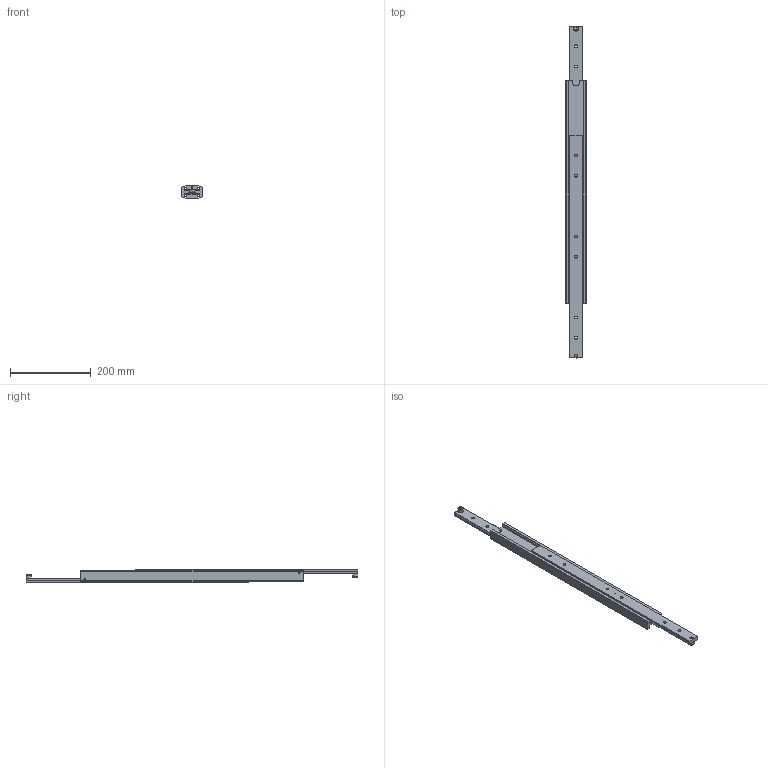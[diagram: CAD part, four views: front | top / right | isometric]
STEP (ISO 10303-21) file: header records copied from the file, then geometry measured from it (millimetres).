
FILE_DESCRIPTION(/* description */ ('SUPREME TR5030 -550/550 (30)'),/* implementation_level */ '2;1');
FILE_NAME(/* name */ '13850S08_01.stp',/* time_stamp */ '2023-06-23T15:59:57+02:00',/* author */ ('r.groen'),/* organization */ (''),/* preprocessor_version */ 'ST-DEVELOPER v18.1',/* originating_system */ 'Autodesk Inventor 2022',/* authorisation */ '');
FILE_SCHEMA (('AUTOMOTIVE_DESIGN { 1 0 10303 214 3 1 1 }'));
Length unit declared in the file: millimetre
Products named in the file (4): 13850S08; 13850S08_1; 13850S08_2; DIN912 M8 x10
Assembly tree (5 placements, depth 2):
  13850S08
    13850S08_1
    13850S08_2  x2
    DIN912 M8 x10  x2
Bounding box: 50 x 820 x 30 mm (x, y, z)
Volume: 599539.2 mm3; surface area: 202610.9 mm2
Topology: 5 solids, 7 shells, 172 faces, 438 edges, 284 vertices
Faces by surface type: plane 72, cylinder 52, cone 32, torus 16
Full cylindrical faces by diameter (mm): 3 x2, 4 x2, 4.13 x4, 6.65 x14, 8 x14, 13 x2
Entity records: 3616 total; most frequent: CARTESIAN_POINT 779, DIRECTION 587, ORIENTED_EDGE 546, EDGE_CURVE 273, AXIS2_PLACEMENT_3D 215, VERTEX_POINT 178, LINE 157, VECTOR 157
